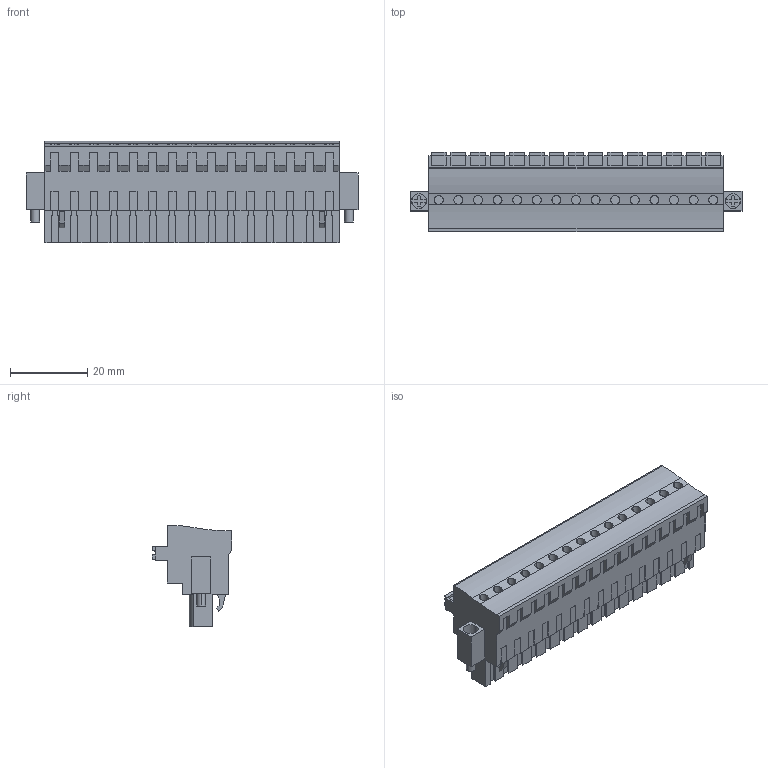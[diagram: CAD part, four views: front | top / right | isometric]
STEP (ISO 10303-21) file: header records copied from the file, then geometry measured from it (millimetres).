
FILE_DESCRIPTION(('CATIA V5 STEP Exchange','CAx-IF Rec.Pracs.--- Model Styling and Organization---1.2---2011-12-15'),'2;1');
FILE_NAME ('D1461185_0_1983020000_1983020000.stp','2017-10-30T15:23:17+00:00',('none'),('Weidmueller'),'CATIA Version 5-6 Release 2014','CATIA V5 STEP AP214','none');
FILE_SCHEMA(('AUTOMOTIVE_DESIGN { 1 0 10303 214 1 1 1 1 }'));
Length unit declared in the file: millimetre
Products named in the file (1): 1983020000
Bounding box: 86 x 20.64 x 26.24 mm (x, y, z)
Volume: 22903.2 mm3; surface area: 11525.6 mm2
Topology: 18 solids, 18 shells, 1088 faces, 3016 edges, 2032 vertices
Faces by surface type: plane 915, cylinder 173
Entity records: 31469 total; most frequent: ORIENTED_EDGE 6032, CARTESIAN_POINT 5811, DIRECTION 4030, EDGE_CURVE 3016, VECTOR 2662, LINE 2662, VERTEX_POINT 2032, EDGE_LOOP 1160
